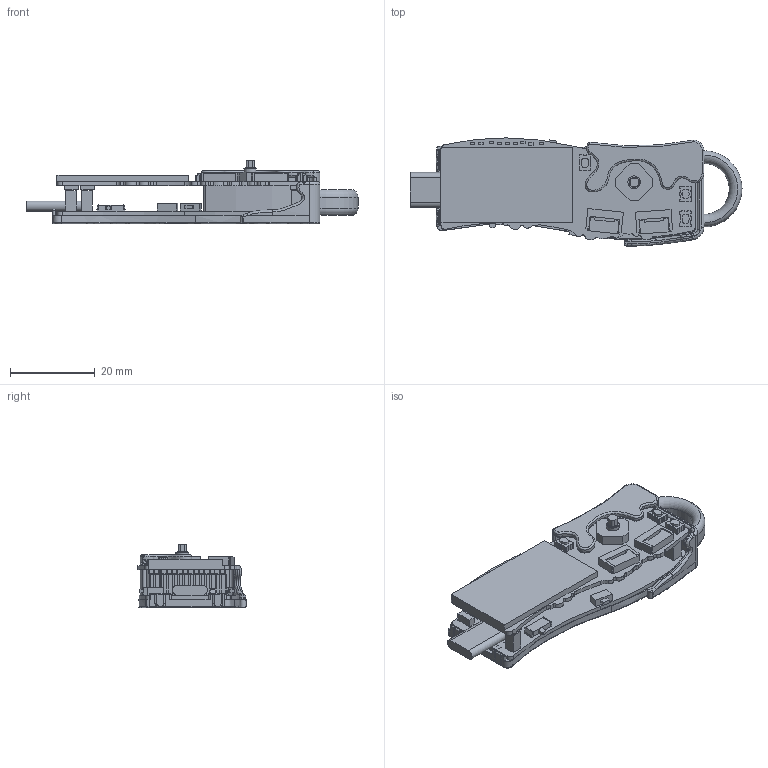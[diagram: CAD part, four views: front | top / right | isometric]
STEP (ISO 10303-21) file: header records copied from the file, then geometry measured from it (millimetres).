
FILE_DESCRIPTION(/* description */ (''),/* implementation_level */ '2;1');
FILE_NAME(/* name */ 'Tidal Case v7.step',/* time_stamp */ '2022-06-10T08:45:17+01:00',/* author */ (''),/* organization */ (''),/* preprocessor_version */ 'ST-DEVELOPER v19',/* originating_system */ 'Autodesk Translation Framework v11.7.0.108',/* authorisation */ '');
FILE_SCHEMA (('AUTOMOTIVE_DESIGN { 1 0 10303 214 3 1 1 }'));
Length unit declared in the file: millimetre
Products named in the file (1): Tidal Case
Bounding box: 78.31 x 25.52 x 15.05 mm (x, y, z)
Volume: 8040.8 mm3; surface area: 11735.2 mm2
Topology: 3 solids, 3 shells, 1070 faces, 2763 edges, 1819 vertices
Faces by surface type: plane 791, cylinder 210, bspline 50, torus 19
Full cylindrical faces by diameter (mm): 0.2 x34, 0.9 x2, 2.4 x1, 3 x1
Entity records: 37181 total; most frequent: CARTESIAN_POINT 10866, ORIENTED_EDGE 5514, DIRECTION 5167, EDGE_CURVE 2757, LINE 2191, VECTOR 2191, VERTEX_POINT 1818, AXIS2_PLACEMENT_3D 1488
